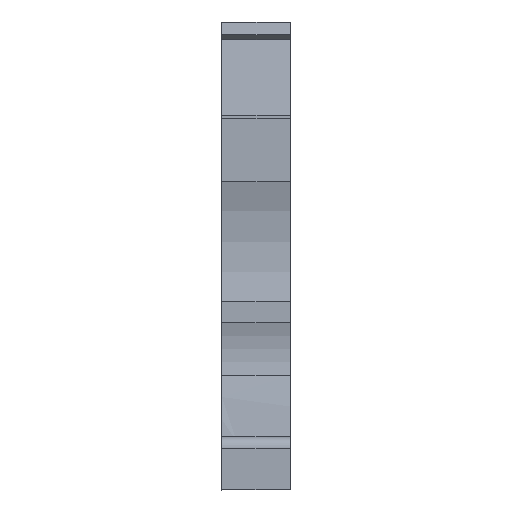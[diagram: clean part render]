
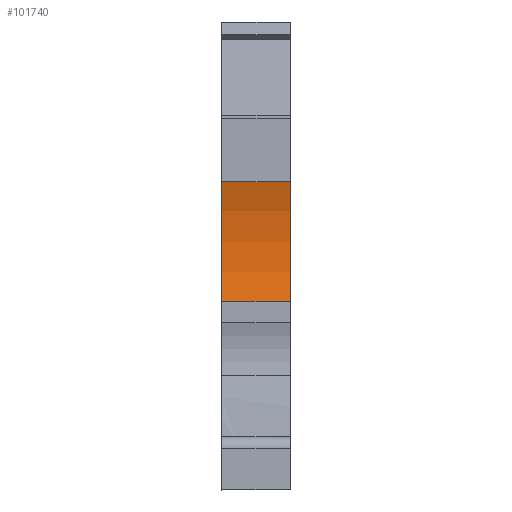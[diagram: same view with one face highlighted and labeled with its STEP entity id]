
A CAD part, front view. The second image highlights one B-rep face of the part: STEP entity #101740.
In plain terms, the highlighted cylindrical face has radius 15 mm (diameter 30 mm), a partial arc.
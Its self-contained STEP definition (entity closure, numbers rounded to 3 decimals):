
#1550=CARTESIAN_POINT('',(10.3,-0.006,
14.18));
#1560=VERTEX_POINT('',#1550);
#1590=CARTESIAN_POINT('',(10.3,-14.309,
18.7));
#1600=DIRECTION('',(1.,0.,0.));
#1610=DIRECTION('',(0.,1.,0.));
#1620=AXIS2_PLACEMENT_3D('',#1590,#1600,#1610);
#1630=CIRCLE('',#1620,15.);
#1640=CARTESIAN_POINT('',(10.3,-0.006,
23.22));
#1650=VERTEX_POINT('',#1640);
#1660=EDGE_CURVE('',#1560,#1650,#1630,.T.);
#12380=CARTESIAN_POINT('',(5.15,-0.006,
23.22));
#12390=VERTEX_POINT('',#12380);
#12420=CARTESIAN_POINT('',(5.15,-14.309,
18.7));
#12430=DIRECTION('',(1.,0.,0.));
#12440=DIRECTION('',(0.,1.,0.));
#12450=AXIS2_PLACEMENT_3D('',#12420,#12430,#12440);
#12460=CIRCLE('',#12450,15.);
#12470=CARTESIAN_POINT('',(5.15,-0.006,
14.18));
#12480=VERTEX_POINT('',#12470);
#12490=EDGE_CURVE('',#12480,#12390,#12460,.T.);
#17450=CARTESIAN_POINT('',(5.15,-0.006,
14.18));
#17460=DIRECTION('',(1.,0.,0.));
#17470=VECTOR('',#17460,1.);
#17480=LINE('',#17450,#17470);
#17490=EDGE_CURVE('',#12480,#1560,#17480,.T.);
#17810=CARTESIAN_POINT('',(5.15,-0.006,
23.22));
#17820=DIRECTION('',(1.,0.,0.));
#17830=VECTOR('',#17820,1.);
#17840=LINE('',#17810,#17830);
#17850=EDGE_CURVE('',#12390,#1650,#17840,.T.);
#101630=CARTESIAN_POINT('',(5.15,-14.309,
18.7));
#101640=DIRECTION('',(1.,0.,0.));
#101650=DIRECTION('',(0.,1.,0.));
#101660=AXIS2_PLACEMENT_3D('',#101630,#101640,#101650);
#101670=CYLINDRICAL_SURFACE('',#101660,15.);
#101680=ORIENTED_EDGE('',*,*,#17850,.F.);
#101690=ORIENTED_EDGE('',*,*,#1660,.T.);
#101700=ORIENTED_EDGE('',*,*,#17490,.T.);
#101710=ORIENTED_EDGE('',*,*,#12490,.F.);
#101720=EDGE_LOOP('',(#101710,#101700,#101690,#101680));
#101730=FACE_OUTER_BOUND('',#101720,.T.);
#101740=ADVANCED_FACE('',(#101730),#101670,.F.);
